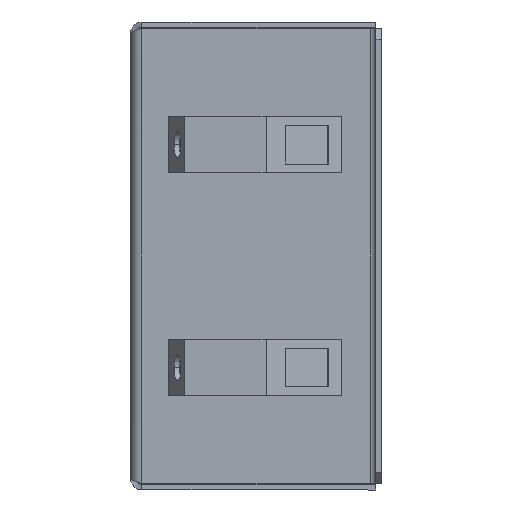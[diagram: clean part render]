
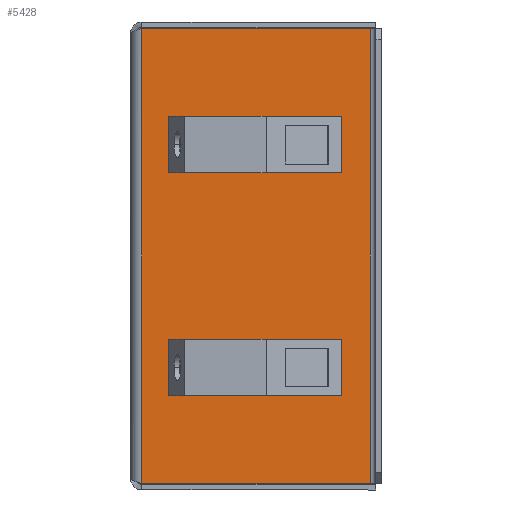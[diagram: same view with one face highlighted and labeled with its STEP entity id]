
A CAD part, left-side view. The second image highlights one B-rep face of the part: STEP entity #5428.
In plain terms, the highlighted planar face has unit normal (-1, 0, 0).
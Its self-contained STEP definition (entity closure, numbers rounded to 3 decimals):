
#86 = EDGE_CURVE ( 'Defeature ausgef�hrt2_9+Defeature ausgef�hrt2_8+Defeature ausgef�hrt2_22+Defeature ausgef�hrt2_46', #2853, #2069, #1849, .T. ) ;
#106 = CARTESIAN_POINT ( 'NONE',  ( -58., -1., 40.802 ) ) ;
#118 = EDGE_LOOP ( 'NONE', ( #5080, #4288, #4455, #881 ) ) ;
#174 = VERTEX_POINT ( 'NONE', #2108 ) ;
#288 = LINE ( 'NONE', #6080, #5926 ) ;
#316 = CARTESIAN_POINT ( 'NONE',  ( -58., -6.8, 14.95 ) ) ;
#327 = CARTESIAN_POINT ( 'NONE',  ( -58., -2., 40.802 ) ) ;
#350 = DIRECTION ( 'NONE',  ( 0., 0., -1. ) ) ;
#363 = LINE ( 'NONE', #316, #6641 ) ;
#517 = VERTEX_POINT ( 'NONE', #2109 ) ;
#526 = CARTESIAN_POINT ( 'NONE',  ( -58., -2., -40.802 ) ) ;
#585 = VERTEX_POINT ( 'NONE', #4461 ) ;
#712 = EDGE_CURVE ( 'Defeature ausgef�hrt2_155+Defeature ausgef�hrt2_8+Defeature ausgef�hrt2_154+Defeature ausgef�hrt2_150', #1648, #2277, #2421, .T. ) ;
#729 = CARTESIAN_POINT ( 'NONE',  ( -58., -37.8, 25.05 ) ) ;
#746 = EDGE_CURVE ( 'Defeature ausgef�hrt2_150+Defeature ausgef�hrt2_8+Defeature ausgef�hrt2_155+Defeature ausgef�hrt2_156', #2277, #6862, #6601, .T. ) ;
#756 = DIRECTION ( 'NONE',  ( 0., 1., 0. ) ) ;
#836 = EDGE_CURVE ( 'Defeature ausgef�hrt2_8+Defeature ausgef�hrt2_154+Defeature ausgef�hrt2_155+Defeature ausgef�hrt2_156', #1648, #585, #2878, .T. ) ;
#858 = ORIENTED_EDGE ( 'NONE', *, *, #746, .F. ) ;
#881 = ORIENTED_EDGE ( 'NONE', *, *, #5159, .T. ) ;
#929 = DIRECTION ( 'NONE',  ( 0., 0., -1. ) ) ;
#1000 = VECTOR ( 'NONE', #4415, 1000. ) ;
#1039 = ORIENTED_EDGE ( 'NONE', *, *, #1434, .F. ) ;
#1108 = LINE ( 'NONE', #3221, #1195 ) ;
#1133 = DIRECTION ( 'NONE',  ( 0., 0., -1. ) ) ;
#1195 = VECTOR ( 'NONE', #5914, 1000. ) ;
#1236 = LINE ( 'NONE', #3293, #1400 ) ;
#1258 = DIRECTION ( 'NONE',  ( 0., 1., 0. ) ) ;
#1400 = VECTOR ( 'NONE', #1258, 1000. ) ;
#1434 = EDGE_CURVE ( 'Defeature ausgef�hrt2_143+Defeature ausgef�hrt2_8+Defeature ausgef�hrt2_148+Defeature ausgef�hrt2_149', #5053, #4779, #5642, .T. ) ;
#1457 = VECTOR ( 'NONE', #2991, 1000. ) ;
#1512 = CARTESIAN_POINT ( 'NONE',  ( -58., 0., 0. ) ) ;
#1648 = VERTEX_POINT ( 'NONE', #729 ) ;
#1849 = LINE ( 'NONE', #106, #5376 ) ;
#1959 = VERTEX_POINT ( 'NONE', #526 ) ;
#2069 = VERTEX_POINT ( 'NONE', #5567 ) ;
#2108 = CARTESIAN_POINT ( 'NONE',  ( -58., -37.8, -25.05 ) ) ;
#2109 = CARTESIAN_POINT ( 'NONE',  ( -58., -37.8, -14.95 ) ) ;
#2155 = LINE ( 'NONE', #6774, #6259 ) ;
#2161 = CARTESIAN_POINT ( 'NONE',  ( -58., -6.8, -14.95 ) ) ;
#2201 = VECTOR ( 'NONE', #4817, 1000. ) ;
#2245 = DIRECTION ( 'NONE',  ( 0., -1., 0. ) ) ;
#2277 = VERTEX_POINT ( 'NONE', #5326 ) ;
#2316 = FACE_OUTER_BOUND ( 'NONE', #118, .T. ) ;
#2340 = VECTOR ( 'NONE', #1133, 1000. ) ;
#2350 = CARTESIAN_POINT ( 'NONE',  ( -58., -43., -40.802 ) ) ;
#2417 = CARTESIAN_POINT ( 'NONE',  ( -58., -6.8, -25.05 ) ) ;
#2421 = LINE ( 'NONE', #4985, #1000 ) ;
#2555 = EDGE_LOOP ( 'NONE', ( #3011, #2936, #6354, #858 ) ) ;
#2722 = LINE ( 'NONE', #3104, #6927 ) ;
#2842 = EDGE_CURVE ( 'Defeature ausgef�hrt2_8+Defeature ausgef�hrt2_147+Defeature ausgef�hrt2_148+Defeature ausgef�hrt2_149', #517, #174, #2722, .T. ) ;
#2853 = VERTEX_POINT ( 'NONE', #327 ) ;
#2878 = LINE ( 'NONE', #5739, #1457 ) ;
#2936 = ORIENTED_EDGE ( 'NONE', *, *, #836, .T. ) ;
#2991 = DIRECTION ( 'NONE',  ( 0., 0., -1. ) ) ;
#3011 = ORIENTED_EDGE ( 'NONE', *, *, #712, .F. ) ;
#3104 = CARTESIAN_POINT ( 'NONE',  ( -58., -37.8, -14.95 ) ) ;
#3221 = CARTESIAN_POINT ( 'NONE',  ( -58., -2., 42. ) ) ;
#3239 = FACE_BOUND ( 'NONE', #4232, .T. ) ;
#3293 = CARTESIAN_POINT ( 'NONE',  ( -58., -6.8, -14.95 ) ) ;
#3443 = ORIENTED_EDGE ( 'NONE', *, *, #2842, .T. ) ;
#3569 = FACE_BOUND ( 'NONE', #2555, .T. ) ;
#3741 = VERTEX_POINT ( 'NONE', #2350 ) ;
#3975 = CARTESIAN_POINT ( 'NONE',  ( -58., -6.8, -25.05 ) ) ;
#4172 = PLANE ( 'NONE',  #6083 ) ;
#4232 = EDGE_LOOP ( 'NONE', ( #5994, #3443, #6647, #1039 ) ) ;
#4288 = ORIENTED_EDGE ( 'NONE', *, *, #86, .F. ) ;
#4415 = DIRECTION ( 'NONE',  ( 0., 1., 0. ) ) ;
#4455 = ORIENTED_EDGE ( 'NONE', *, *, #4474, .F. ) ;
#4461 = CARTESIAN_POINT ( 'NONE',  ( -58., -37.8, 14.95 ) ) ;
#4474 = EDGE_CURVE ( 'Defeature ausgef�hrt2_24+Defeature ausgef�hrt2_8+Defeature ausgef�hrt2_23+Defeature ausgef�hrt2_22', #1959, #2853, #1108, .T. ) ;
#4779 = VERTEX_POINT ( 'NONE', #3975 ) ;
#4817 = DIRECTION ( 'NONE',  ( 0., 0., -1. ) ) ;
#4985 = CARTESIAN_POINT ( 'NONE',  ( -58., -6.8, 25.05 ) ) ;
#5053 = VERTEX_POINT ( 'NONE', #6415 ) ;
#5080 = ORIENTED_EDGE ( 'NONE', *, *, #5324, .F. ) ;
#5130 = EDGE_CURVE ( 'Defeature ausgef�hrt2_148+Defeature ausgef�hrt2_8+Defeature ausgef�hrt2_147+Defeature ausgef�hrt2_143', #517, #5053, #1236, .T. ) ;
#5159 = EDGE_CURVE ( 'Defeature ausgef�hrt2_8+Defeature ausgef�hrt2_10+Defeature ausgef�hrt2_24+Defeature ausgef�hrt2_48', #1959, #3741, #288, .T. ) ;
#5324 = EDGE_CURVE ( 'Defeature ausgef�hrt2_48+Defeature ausgef�hrt2_8+Defeature ausgef�hrt2_46+Defeature ausgef�hrt2_45', #2069, #3741, #2155, .T. ) ;
#5326 = CARTESIAN_POINT ( 'NONE',  ( -58., -6.8, 25.05 ) ) ;
#5376 = VECTOR ( 'NONE', #5866, 1000. ) ;
#5428 = ADVANCED_FACE ( 'Defeature ausgef�hrt2_8', ( #3239, #2316, #3569 ), #4172, .F. ) ;
#5567 = CARTESIAN_POINT ( 'NONE',  ( -58., -43., 40.802 ) ) ;
#5642 = LINE ( 'NONE', #2161, #2201 ) ;
#5728 = EDGE_CURVE ( 'Defeature ausgef�hrt2_8+Defeature ausgef�hrt2_149+Defeature ausgef�hrt2_147+Defeature ausgef�hrt2_143', #174, #4779, #5828, .T. ) ;
#5739 = CARTESIAN_POINT ( 'NONE',  ( -58., -37.8, 25.05 ) ) ;
#5828 = LINE ( 'NONE', #2417, #6167 ) ;
#5866 = DIRECTION ( 'NONE',  ( 0., -1., 0. ) ) ;
#5914 = DIRECTION ( 'NONE',  ( 0., 0., 1. ) ) ;
#5926 = VECTOR ( 'NONE', #2245, 1000. ) ;
#5928 = CARTESIAN_POINT ( 'NONE',  ( -58., -6.8, 14.95 ) ) ;
#5994 = ORIENTED_EDGE ( 'NONE', *, *, #5130, .F. ) ;
#6080 = CARTESIAN_POINT ( 'NONE',  ( -58., 0., -40.802 ) ) ;
#6083 = AXIS2_PLACEMENT_3D ( 'NONE', #1512, #6872, #6819 ) ;
#6167 = VECTOR ( 'NONE', #6193, 1000. ) ;
#6193 = DIRECTION ( 'NONE',  ( 0., 1., 0. ) ) ;
#6259 = VECTOR ( 'NONE', #350, 1000. ) ;
#6354 = ORIENTED_EDGE ( 'NONE', *, *, #6542, .T. ) ;
#6415 = CARTESIAN_POINT ( 'NONE',  ( -58., -6.8, -14.95 ) ) ;
#6542 = EDGE_CURVE ( 'Defeature ausgef�hrt2_8+Defeature ausgef�hrt2_156+Defeature ausgef�hrt2_154+Defeature ausgef�hrt2_150', #585, #6862, #363, .T. ) ;
#6601 = LINE ( 'NONE', #6753, #2340 ) ;
#6641 = VECTOR ( 'NONE', #756, 1000. ) ;
#6647 = ORIENTED_EDGE ( 'NONE', *, *, #5728, .T. ) ;
#6753 = CARTESIAN_POINT ( 'NONE',  ( -58., -6.8, 25.05 ) ) ;
#6774 = CARTESIAN_POINT ( 'NONE',  ( -58., -43., 40.802 ) ) ;
#6819 = DIRECTION ( 'NONE',  ( 0., 1., 0. ) ) ;
#6862 = VERTEX_POINT ( 'NONE', #5928 ) ;
#6872 = DIRECTION ( 'NONE',  ( 1., 0., 0. ) ) ;
#6927 = VECTOR ( 'NONE', #929, 1000. ) ;
